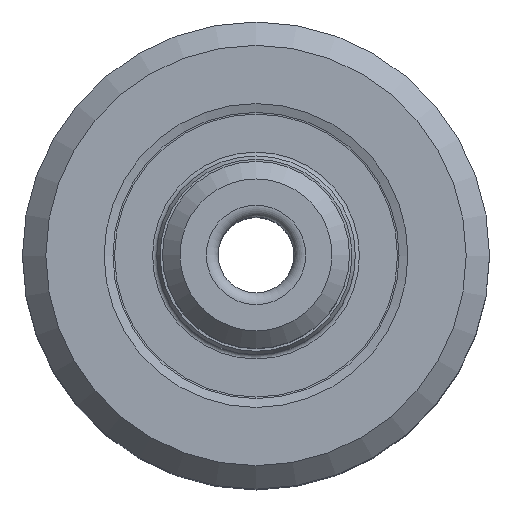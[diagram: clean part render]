
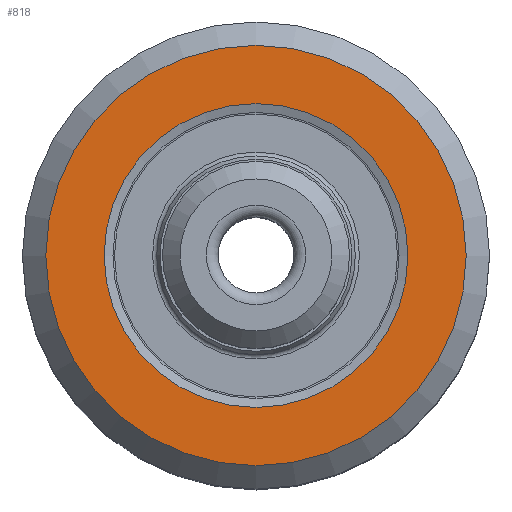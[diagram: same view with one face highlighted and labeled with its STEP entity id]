
A CAD part, top view. The second image highlights one B-rep face of the part: STEP entity #818.
In plain terms, the highlighted planar face has unit normal (0, 0, 1).
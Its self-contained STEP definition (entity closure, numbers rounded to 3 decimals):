
#85=ORIENTED_EDGE('',*,*,#165,.T.);
#86=ORIENTED_EDGE('',*,*,#164,.F.);
#164=EDGE_CURVE('',#210,#210,#256,.T.);
#165=EDGE_CURVE('',#211,#211,#257,.F.);
#210=VERTEX_POINT('',#1179);
#211=VERTEX_POINT('',#1182);
#256=CIRCLE('',#884,13.);
#257=CIRCLE('',#886,17.983);
#315=EDGE_LOOP('',(#85));
#316=EDGE_LOOP('',(#86));
#407=FACE_BOUND('',#315,.T.);
#408=FACE_BOUND('',#316,.T.);
#474=PLANE('',#885);
#818=ADVANCED_FACE('',(#407,#408),#474,.F.);
#884=AXIS2_PLACEMENT_3D('',#1178,#1007,#1008);
#885=AXIS2_PLACEMENT_3D('',#1180,#1009,#1010);
#886=AXIS2_PLACEMENT_3D('',#1181,#1011,#1012);
#1007=DIRECTION('',(0.,0.,1.));
#1008=DIRECTION('',(1.,0.,0.));
#1009=DIRECTION('',(0.,0.,-1.));
#1010=DIRECTION('',(-1.,0.,0.));
#1011=DIRECTION('',(0.,0.,-1.));
#1012=DIRECTION('',(-1.,0.,0.));
#1178=CARTESIAN_POINT('',(0.,0.,0.));
#1179=CARTESIAN_POINT('',(13.,0.,0.));
#1180=CARTESIAN_POINT('',(18.7,0.,0.));
#1181=CARTESIAN_POINT('',(0.,0.,0.));
#1182=CARTESIAN_POINT('',(-17.983,0.,0.));
